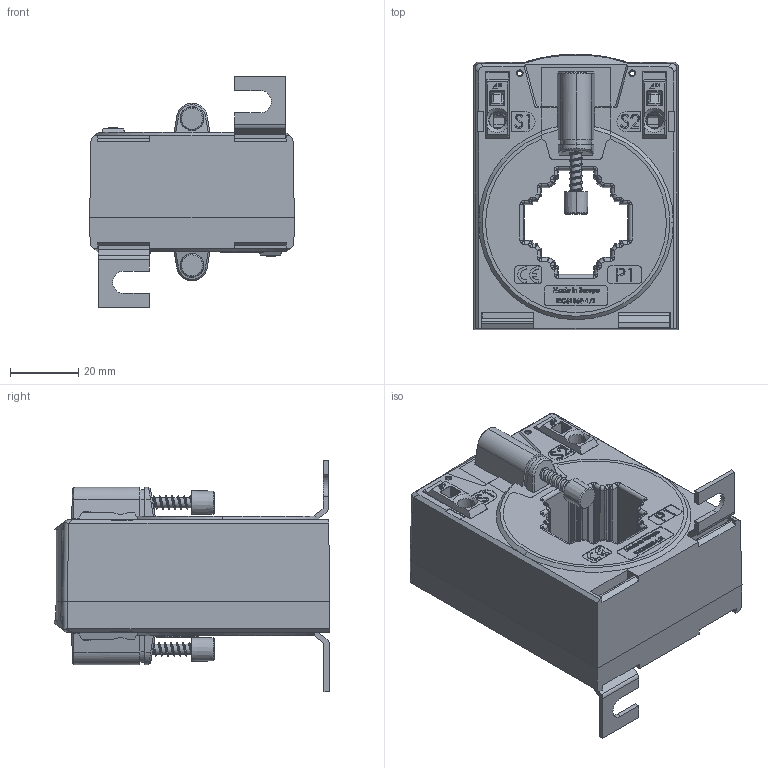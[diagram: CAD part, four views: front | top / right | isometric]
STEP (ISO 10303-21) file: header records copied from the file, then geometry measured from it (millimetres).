
FILE_DESCRIPTION (( 'STEP AP214' ), '1' );
FILE_NAME ('CTB31.35_kpl_extern_2020-07-07.STEP', '2020-07-07T06:51:42', ( '' ), ( '' ), 'SwSTEP 2.0', 'SolidWorks 2016', '' );
FILE_SCHEMA (( 'AUTOMOTIVE_DESIGN' ));
Length unit declared in the file: millimetre
Products named in the file (10): Fusswinkel_1,5; Zugfederkontakt_mit_Gehäuse_Lötkontakte_04; Zugfederkontakt_kpl_06; CTB_Strombahn_4.0701_04; CTB-Klemmenkoerper_50.2.8114; Isolierschutzkappe; Plastite_Schraube_25_mit-Gewinde; CTB_31_35-12_Gehäuseoberteil_2_8101_03; CTB_31_35-11_Gehäuseunterteil_2_8100_04; CTB31.35_kpl_extern_2020-07-07
Assembly tree (13 placements, depth 4):
  CTB31.35_kpl_extern_2020-07-07
    CTB_31_35-11_Gehäuseunterteil_2_8100_04
    CTB_31_35-12_Gehäuseoberteil_2_8101_03
    Plastite_Schraube_25_mit-Gewinde  x2
    Isolierschutzkappe  x2
    Zugfederkontakt_mit_Gehäuse_Lötkontakte_04  x2
      CTB-Klemmenkoerper_50.2.8114
      Zugfederkontakt_kpl_06
        CTB_Strombahn_4.0701_04
    Fusswinkel_1,5  x2
Bounding box: 60 x 80.89 x 68 mm (x, y, z)
Volume: 152212.5 mm3; surface area: 57858.1 mm2
Topology: 12 solids, 15 shells, 3241 faces, 8808 edges, 5653 vertices
Faces by surface type: plane 1744, bspline 623, cylinder 610, cone 183, torus 73, sphere 8
Entity records: 104803 total; most frequent: CARTESIAN_POINT 45354, ORIENTED_EDGE 13822, DIRECTION 9993, EDGE_CURVE 6911, VERTEX_POINT 4459, LINE 4177, VECTOR 4177, AXIS2_PLACEMENT_3D 2908
